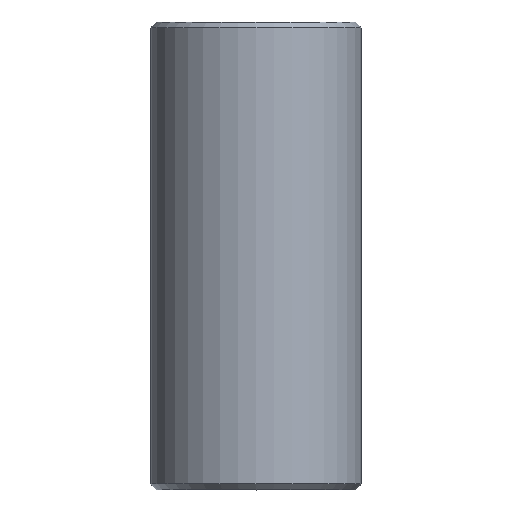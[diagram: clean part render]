
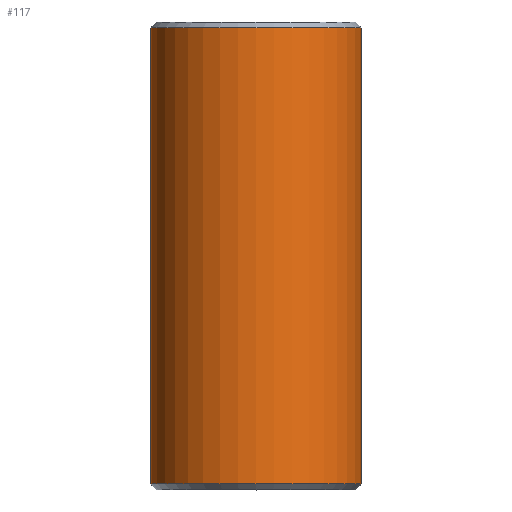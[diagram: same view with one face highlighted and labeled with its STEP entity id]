
A CAD part, top view. The second image highlights one B-rep face of the part: STEP entity #117.
In plain terms, the highlighted cylindrical face has radius 9 mm (diameter 18 mm), a full revolution.
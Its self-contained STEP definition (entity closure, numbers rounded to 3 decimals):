
#16=CYLINDRICAL_SURFACE('',#144,9.);
#25=FACE_OUTER_BOUND('',#34,.T.);
#34=EDGE_LOOP('',(#95,#96,#97,#98));
#42=LINE('',#211,#48);
#48=VECTOR('',#176,9.);
#55=CIRCLE('',#143,9.);
#56=CIRCLE('',#145,9.);
#63=VERTEX_POINT('',#206);
#64=VERTEX_POINT('',#210);
#74=EDGE_CURVE('',#63,#63,#55,.T.);
#75=EDGE_CURVE('',#63,#64,#42,.T.);
#76=EDGE_CURVE('',#64,#64,#56,.T.);
#95=ORIENTED_EDGE('',*,*,#74,.F.);
#96=ORIENTED_EDGE('',*,*,#75,.T.);
#97=ORIENTED_EDGE('',*,*,#76,.F.);
#98=ORIENTED_EDGE('',*,*,#75,.F.);
#117=ADVANCED_FACE('',(#25),#16,.T.);
#143=AXIS2_PLACEMENT_3D('',#208,#172,#173);
#144=AXIS2_PLACEMENT_3D('',#209,#174,#175);
#145=AXIS2_PLACEMENT_3D('',#212,#177,#178);
#172=DIRECTION('center_axis',(0.,1.,0.));
#173=DIRECTION('ref_axis',(1.,0.,0.));
#174=DIRECTION('center_axis',(0.,1.,0.));
#175=DIRECTION('ref_axis',(1.,0.,0.));
#176=DIRECTION('',(0.,-1.,0.));
#177=DIRECTION('center_axis',(0.,-1.,0.));
#178=DIRECTION('ref_axis',(1.,0.,0.));
#206=CARTESIAN_POINT('',(-9.,39.5,0.));
#208=CARTESIAN_POINT('Origin',(0.,39.5,0.));
#209=CARTESIAN_POINT('Origin',(0.,0.,0.));
#210=CARTESIAN_POINT('',(-9.,0.5,0.));
#211=CARTESIAN_POINT('',(-9.,0.,0.));
#212=CARTESIAN_POINT('Origin',(0.,0.5,0.));
